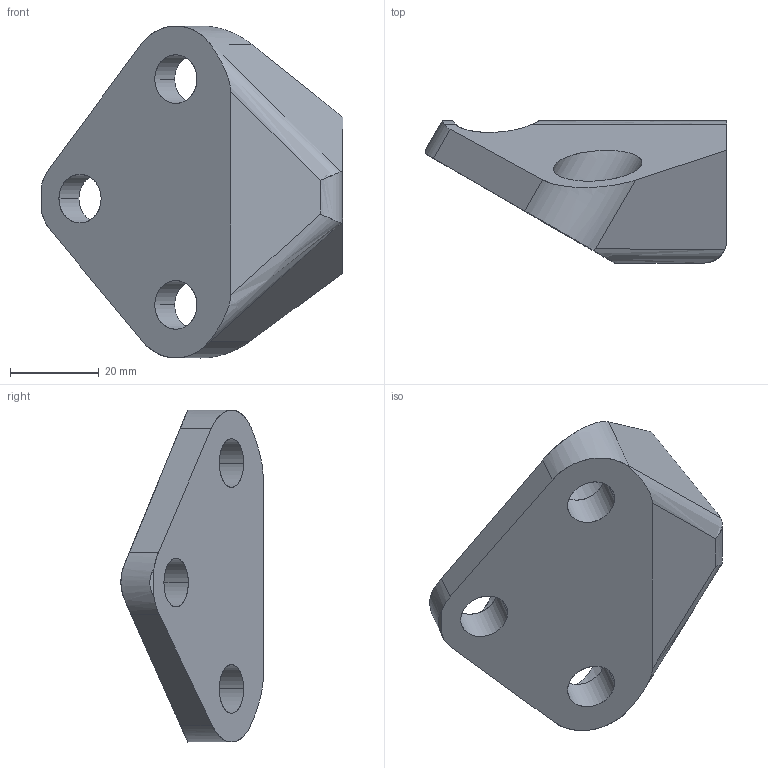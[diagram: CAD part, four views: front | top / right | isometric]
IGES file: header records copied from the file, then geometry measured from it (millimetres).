
Start section: SolidWorks IGES file using analytic representation for surfaces
Global section: file name: support moteur fixe.IGS; native system: SolidWorks 2010; preprocessor: SolidWorks 2010; author: matetie; date: 190220.131329; units: millimetre
Bounding box: 68 x 32.13 x 75 mm (x, y, z)
Surface area: 13292.5 mm2 (no closed solid volume)
Topology: 0 solids, 0 shells, 38 faces, 828 edges, 826 vertices
Faces by surface type: revolution 25, bspline 13
